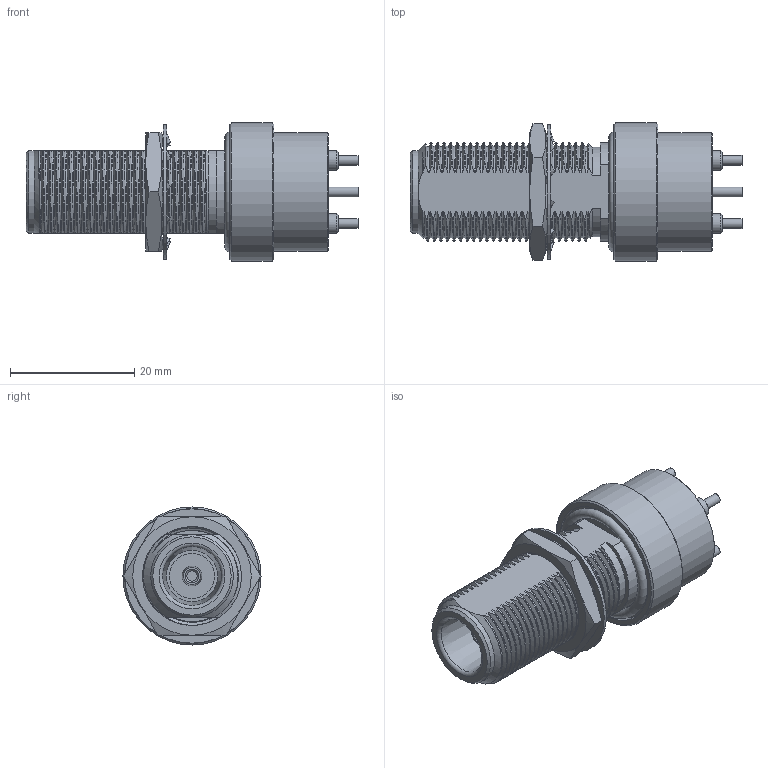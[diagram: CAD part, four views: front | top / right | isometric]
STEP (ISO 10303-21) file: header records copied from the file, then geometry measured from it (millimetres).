
FILE_DESCRIPTION (( 'STEP AP203' ), '1' );
FILE_NAME ('FMCN44220_3D.step', '2022-12-02T19:02:25', ( '' ), ( '' ), 'SwSTEP 2.0', 'SolidWorks 2021', '' );
FILE_SCHEMA (( 'CONFIG_CONTROL_DESIGN' ));
Length unit declared in the file: inch
Products named in the file (1): FMCN44220_3D
Bounding box: 53.39 x 22.21 x 22.21 mm (x, y, z)
Volume: 10242.2 mm3; surface area: 6144.2 mm2
Topology: 4 solids, 4 shells, 380 faces, 1086 edges, 729 vertices
Faces by surface type: bspline 201, cylinder 81, plane 61, cone 35, torus 2
Full cylindrical faces by diameter (mm): 1.575 x5, 1.651 x1, 3.175 x5, 3.18 x1, 7.279 x1, 13.302 x1, 15.875 x1, 19.05 x1, 20.071 x1, 21.59 x1, 22.211 x1
Entity records: 155265 total; most frequent: CARTESIAN_POINT 147668, ORIENTED_EDGE 2102, EDGE_CURVE 1051, DIRECTION 876, VERTEX_POINT 724, EDGE_LOOP 429, FACE_OUTER_BOUND 399, ADVANCED_FACE 380
